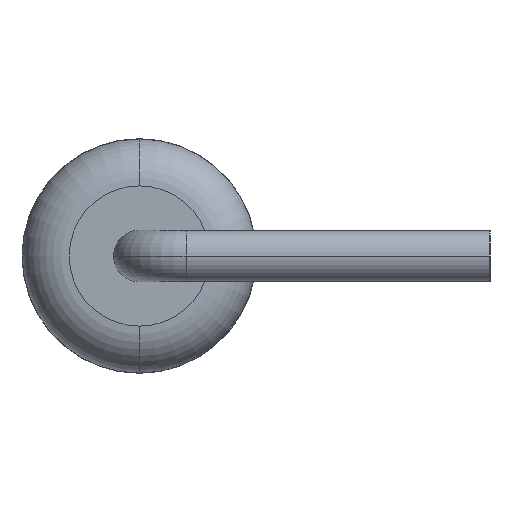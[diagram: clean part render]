
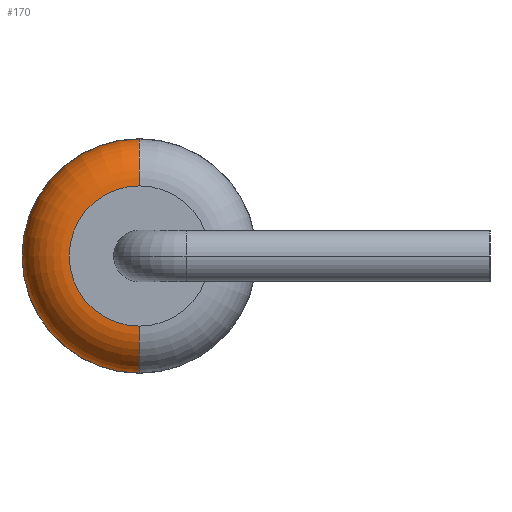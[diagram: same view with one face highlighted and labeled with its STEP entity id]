
A CAD part, left-side view. The second image highlights one B-rep face of the part: STEP entity #170.
In plain terms, the highlighted toroidal (fillet/blend) face has major radius 0.75 mm and minor radius 0.5 mm.
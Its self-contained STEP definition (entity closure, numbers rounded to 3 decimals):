
#1 = VERTEX_POINT ( 'NONE', #748 ) ;
#24 = CIRCLE ( 'NONE', #554, 0.5 ) ;
#83 = DIRECTION ( 'NONE',  ( -1., 0., 0. ) ) ;
#118 = DIRECTION ( 'NONE',  ( 0., 0., -1. ) ) ;
#150 = CARTESIAN_POINT ( 'NONE',  ( -2.65, 1.75, 0. ) ) ;
#162 = AXIS2_PLACEMENT_3D ( 'NONE', #906, #387, #118 ) ;
#163 = DIRECTION ( 'NONE',  ( 0., 0., 1. ) ) ;
#170 = ADVANCED_FACE ( 'NONE', ( #208 ), #1158, .T. ) ;
#208 = FACE_OUTER_BOUND ( 'NONE', #1057, .T. ) ;
#232 = CARTESIAN_POINT ( 'NONE',  ( -3.15, 1.75, 0. ) ) ;
#241 = CARTESIAN_POINT ( 'NONE',  ( -2.65, 1.75, -0.75 ) ) ;
#309 = CARTESIAN_POINT ( 'NONE',  ( -2.65, 1.75, 1.25 ) ) ;
#330 = DIRECTION ( 'NONE',  ( -1., 0., 0. ) ) ;
#337 = DIRECTION ( 'NONE',  ( -1., 0., 0. ) ) ;
#343 = DIRECTION ( 'NONE',  ( 0., 0., 1. ) ) ;
#387 = DIRECTION ( 'NONE',  ( 0., -1., 0. ) ) ;
#398 = EDGE_CURVE ( 'NONE', #486, #762, #807, .T. ) ;
#486 = VERTEX_POINT ( 'NONE', #309 ) ;
#489 = DIRECTION ( 'NONE',  ( 0., 1., 0. ) ) ;
#494 = DIRECTION ( 'NONE',  ( 0., 0., 1. ) ) ;
#521 = CARTESIAN_POINT ( 'NONE',  ( -2.65, 1.75, -1.25 ) ) ;
#554 = AXIS2_PLACEMENT_3D ( 'NONE', #241, #489, #494 ) ;
#573 = AXIS2_PLACEMENT_3D ( 'NONE', #232, #330, #1048 ) ;
#586 = ORIENTED_EDGE ( 'NONE', *, *, #398, .F. ) ;
#617 = CARTESIAN_POINT ( 'NONE',  ( -3.15, 1.75, 0.75 ) ) ;
#637 = ORIENTED_EDGE ( 'NONE', *, *, #654, .F. ) ;
#648 = ORIENTED_EDGE ( 'NONE', *, *, #788, .T. ) ;
#654 = EDGE_CURVE ( 'NONE', #762, #1, #764, .T. ) ;
#686 = CARTESIAN_POINT ( 'NONE',  ( -2.65, 1.75, 0. ) ) ;
#748 = CARTESIAN_POINT ( 'NONE',  ( -3.15, 1.75, -0.75 ) ) ;
#762 = VERTEX_POINT ( 'NONE', #617 ) ;
#764 = CIRCLE ( 'NONE', #573, 0.75 ) ;
#788 = EDGE_CURVE ( 'NONE', #486, #1031, #1077, .T. ) ;
#807 = CIRCLE ( 'NONE', #162, 0.5 ) ;
#837 = AXIS2_PLACEMENT_3D ( 'NONE', #686, #83, #343 ) ;
#853 = AXIS2_PLACEMENT_3D ( 'NONE', #150, #337, #163 ) ;
#906 = CARTESIAN_POINT ( 'NONE',  ( -2.65, 1.75, 0.75 ) ) ;
#911 = ORIENTED_EDGE ( 'NONE', *, *, #985, .T. ) ;
#985 = EDGE_CURVE ( 'NONE', #1031, #1, #24, .T. ) ;
#1031 = VERTEX_POINT ( 'NONE', #521 ) ;
#1048 = DIRECTION ( 'NONE',  ( 0., 0., 1. ) ) ;
#1057 = EDGE_LOOP ( 'NONE', ( #648, #911, #637, #586 ) ) ;
#1077 = CIRCLE ( 'NONE', #837, 1.25 ) ;
#1158 = TOROIDAL_SURFACE ( 'NONE', #853, 0.75, 0.5 ) ;
